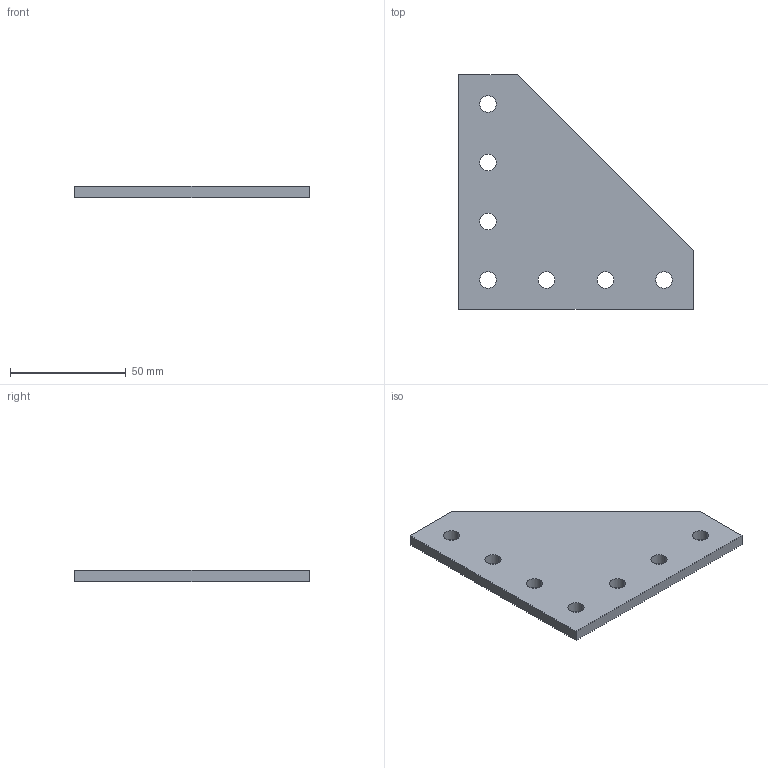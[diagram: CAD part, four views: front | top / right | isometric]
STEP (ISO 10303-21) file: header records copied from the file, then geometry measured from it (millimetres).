
FILE_DESCRIPTION((''),'2;1');
FILE_NAME('10JP4226.stp','2015-07-14T08:49:17',(''),(''),'Mechanical Desktop 2011','Mechanical Desktop 2011',', , ');
FILE_SCHEMA(('AUTOMOTIVE_DESIGN { 1 2 10303 214 1 1 1 1 }'));
Length unit declared in the file: inch
Products named in the file (1): Product
Bounding box: 101.6 x 101.6 x 4.78 mm (x, y, z)
Volume: 34100.9 mm3; surface area: 16756.9 mm2
Topology: 1 solids, 1 shells, 21 faces, 57 edges, 38 vertices
Faces by surface type: cylinder 14, plane 7
Entity records: 754 total; most frequent: DIRECTION 129, CARTESIAN_POINT 117, ORIENTED_EDGE 114, EDGE_CURVE 57, AXIS2_PLACEMENT_3D 50, VERTEX_POINT 38, EDGE_LOOP 35, VECTOR 29
